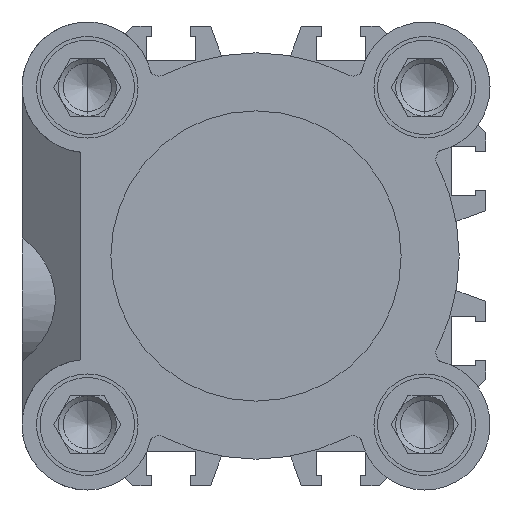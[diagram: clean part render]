
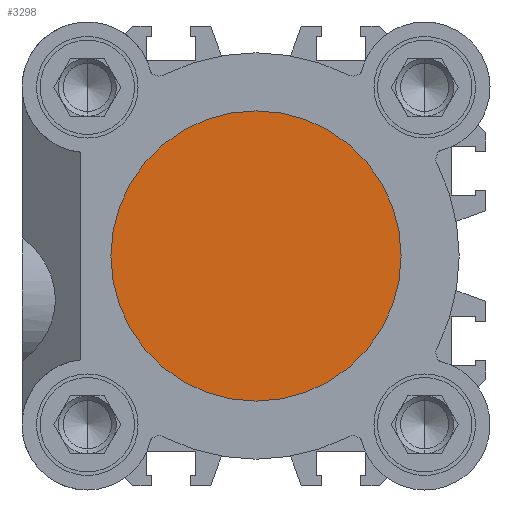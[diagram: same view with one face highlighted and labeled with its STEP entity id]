
A CAD part, left-side view. The second image highlights one B-rep face of the part: STEP entity #3298.
In plain terms, the highlighted face is planar.
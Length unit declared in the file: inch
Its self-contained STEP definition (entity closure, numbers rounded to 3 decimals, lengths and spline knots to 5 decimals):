
#107 = CIRCLE ( 'NONE', #4581, 0.7874 ) ;
#279 = CARTESIAN_POINT ( 'NONE',  ( 0.15748, 0., 0.7874 ) ) ;
#445 = CARTESIAN_POINT ( 'NONE',  ( 0.15748, 0.7874, 0. ) ) ;
#2101 = EDGE_CURVE ( 'NONE', #8321, #4617, #107, .T. ) ;
#2475 = DIRECTION ( 'NONE',  ( -1., 0., 0. ) ) ;
#3298 = ADVANCED_FACE ( 'NONE', ( #12777 ), #10372, .F. ) ;
#4402 = ORIENTED_EDGE ( 'NONE', *, *, #2101, .F. ) ;
#4581 = AXIS2_PLACEMENT_3D ( 'NONE', #8403, #2475, #9395 ) ;
#4617 = VERTEX_POINT ( 'NONE', #7528 ) ;
#4978 = DIRECTION ( 'NONE',  ( -1., 0., 0. ) ) ;
#5465 = DIRECTION ( 'NONE',  ( -1., 0., 0. ) ) ;
#5584 = EDGE_LOOP ( 'NONE', ( #4402, #11888 ) ) ;
#6002 = CIRCLE ( 'NONE', #8745, 0.7874 ) ;
#7528 = CARTESIAN_POINT ( 'NONE',  ( 0.15748, 0., -0.7874 ) ) ;
#8120 = EDGE_CURVE ( 'NONE', #4617, #8321, #6002, .T. ) ;
#8321 = VERTEX_POINT ( 'NONE', #279 ) ;
#8403 = CARTESIAN_POINT ( 'NONE',  ( 0.15748, 0., 0. ) ) ;
#8745 = AXIS2_PLACEMENT_3D ( 'NONE', #10861, #4978, #11839 ) ;
#9395 = DIRECTION ( 'NONE',  ( 0., 0., 1. ) ) ;
#10372 = PLANE ( 'NONE',  #11265 ) ;
#10861 = CARTESIAN_POINT ( 'NONE',  ( 0.15748, 0., 0. ) ) ;
#11265 = AXIS2_PLACEMENT_3D ( 'NONE', #445, #5465, #12331 ) ;
#11839 = DIRECTION ( 'NONE',  ( 0., 0., 1. ) ) ;
#11888 = ORIENTED_EDGE ( 'NONE', *, *, #8120, .F. ) ;
#12331 = DIRECTION ( 'NONE',  ( 0., 0., 1. ) ) ;
#12777 = FACE_OUTER_BOUND ( 'NONE', #5584, .T. ) ;
